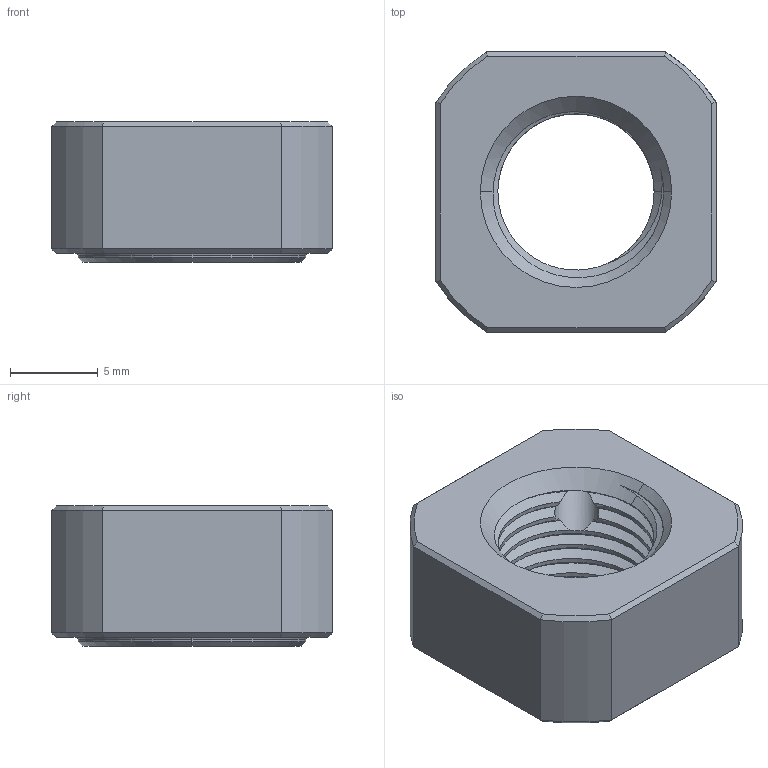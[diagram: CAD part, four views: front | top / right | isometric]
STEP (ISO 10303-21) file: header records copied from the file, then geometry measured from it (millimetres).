
FILE_DESCRIPTION (( 'STEP AP214' ), '1' );
FILE_NAME ('BK Lock Nut.STEP', '2018-04-07T07:39:39', ( '' ), ( '' ), 'SwSTEP 2.0', 'SolidWorks 2017', '' );
FILE_SCHEMA (( 'AUTOMOTIVE_DESIGN' ));
Length unit declared in the file: millimetre
Products named in the file (1): BK Lock Nut
Bounding box: 16 x 16 x 8 mm (x, y, z)
Volume: 1276.3 mm3; surface area: 1127.2 mm2
Topology: 1 solids, 1 shells, 70 faces, 180 edges, 112 vertices
Faces by surface type: cylinder 24, cone 18, plane 15, bspline 11, torus 2
Entity records: 13339 total; most frequent: CARTESIAN_POINT 11819, ORIENTED_EDGE 360, DIRECTION 243, EDGE_CURVE 180, VERTEX_POINT 112, AXIS2_PLACEMENT_3D 96, EDGE_LOOP 74, FACE_OUTER_BOUND 70
